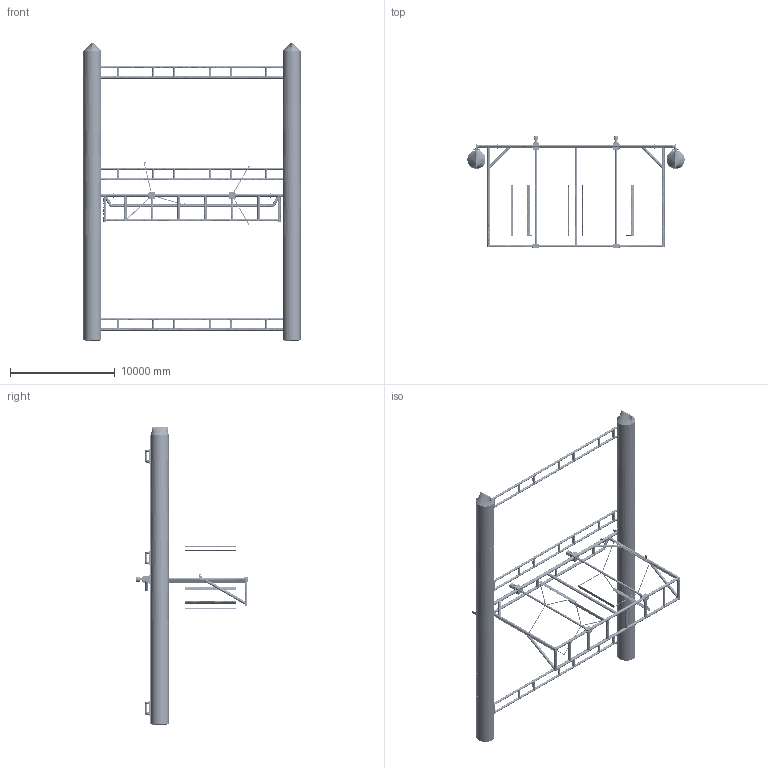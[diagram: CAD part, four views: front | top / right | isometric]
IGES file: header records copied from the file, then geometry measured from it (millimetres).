
Start section: SolidWorks IGES file using analytic representation for surfaces
Global section: file name: RM2 Assembly.IGS; native system: SolidWorks 2021; preprocessor: SolidWorks 2021; author: kmruehl; date: 210910.165011; units: millimetre
Bounding box: 20727.2 x 10733.1 x 28450 mm (x, y, z)
Surface area: 1404107313.6 mm2 (no closed solid volume)
Topology: 0 solids, 0 shells, 2058 faces, 87834 edges, 87830 vertices
Faces by surface type: revolution 1361, bspline 697
